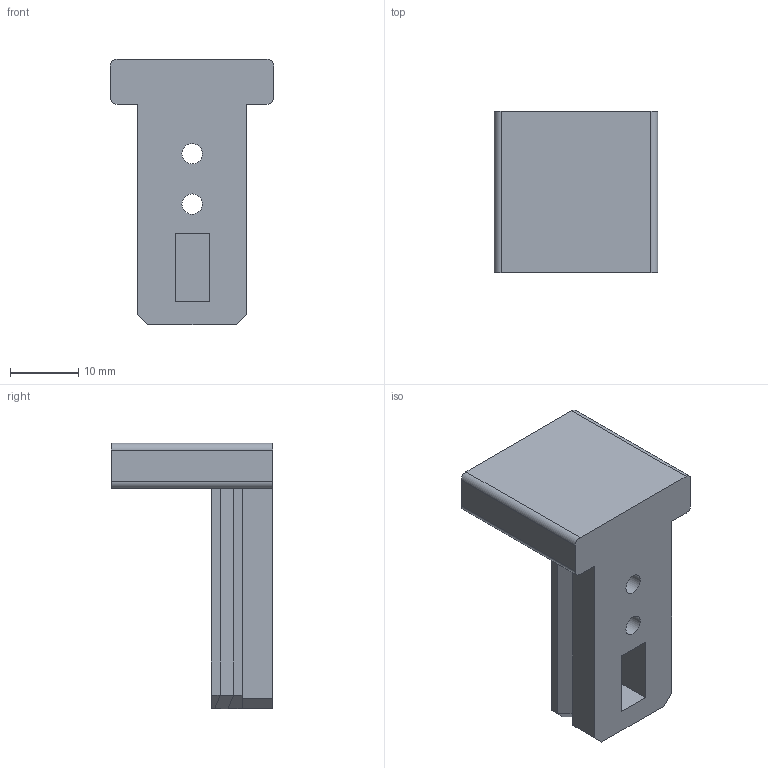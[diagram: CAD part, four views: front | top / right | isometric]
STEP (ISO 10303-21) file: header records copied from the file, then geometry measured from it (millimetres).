
FILE_DESCRIPTION(/* description */ (''),/* implementation_level */ '2;1');
FILE_NAME(/* name */ '90deg_top.step',/* time_stamp */ '2021-03-01T20:19:46+01:00',/* author */ (''),/* organization */ (''),/* preprocessor_version */ 'ST-DEVELOPER v18.1',/* originating_system */ 'Autodesk Translation Framework v9.7.1.1290',/* authorisation */ '');
FILE_SCHEMA (('AUTOMOTIVE_DESIGN { 1 0 10303 214 3 1 1 }'));
Length unit declared in the file: millimetre
Products named in the file (1): OBS-D-003VM
Bounding box: 24 x 23.7 x 39 mm (x, y, z)
Volume: 6646.5 mm3; surface area: 4538.5 mm2
Topology: 1 solids, 1 shells, 48 faces, 122 edges, 80 vertices
Faces by surface type: plane 40, cylinder 8
Full cylindrical faces by diameter (mm): 3 x2, 5.8 x2
Entity records: 1471 total; most frequent: CARTESIAN_POINT 251, ORIENTED_EDGE 244, DIRECTION 236, EDGE_CURVE 122, LINE 106, VECTOR 106, VERTEX_POINT 80, AXIS2_PLACEMENT_3D 65
